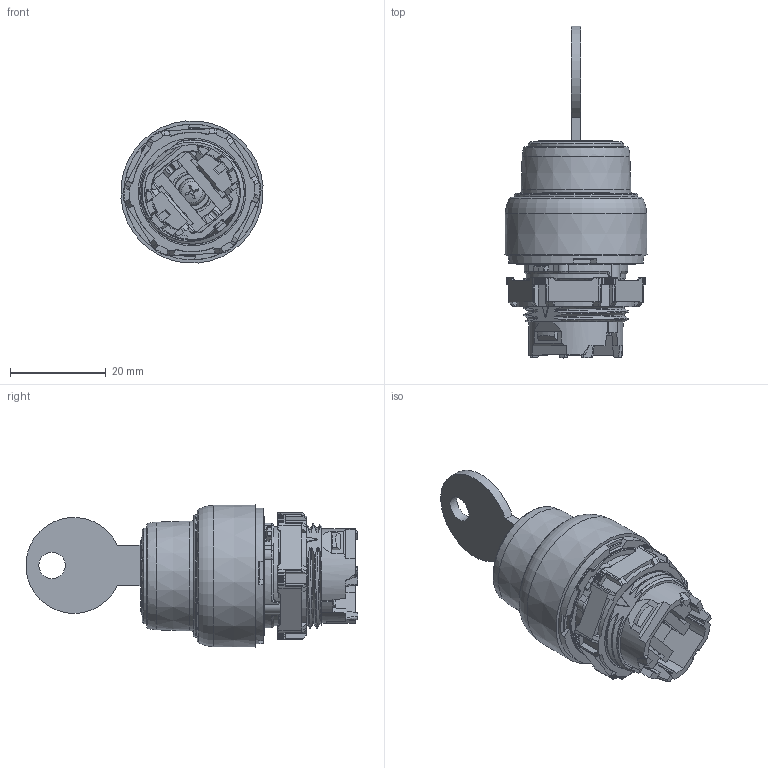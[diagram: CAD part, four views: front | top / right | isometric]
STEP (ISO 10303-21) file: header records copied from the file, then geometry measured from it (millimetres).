
FILE_DESCRIPTION(/* description */ (''),/* implementation_level */ '2;1');
FILE_NAME(/* name */ '3D_LPCS320.stp',/* time_stamp */ '2025-02-17T16:44:12+01:00',/* author */ (''),/* organization */ (''),/* preprocessor_version */ 'ST-DEVELOPER v16.7',/* originating_system */ 'SIEMENS PLM Software NX 12.0',/* authorisation */ '');
FILE_SCHEMA (('AP203_CONFIGURATION_CONTROLLED_3D_DESIGN_OF_MECHANICAL_PARTS_AND_ASSEMBLIES_MIM_LF { 1 0 10303 403 2 1 2}'));
Length unit declared in the file: millimetre
Products named in the file (1): Ferr711C8F50u23a
Bounding box: 29.59 x 69.16 x 29.59 mm (x, y, z)
Surface area: 9750.4 mm2 (no closed solid volume)
Topology: 0 solids, 20 shells, 862 faces, 2963 edges, 2074 vertices
Faces by surface type: plane 538, cylinder 159, cone 96, bspline 49, torus 19, sphere 1
Full cylindrical faces by diameter (mm): 5.5 x1, 16 x1, 20 x1, 20.7 x1, 22.4 x1, 28.3 x1
Entity records: 36557 total; most frequent: CARTESIAN_POINT 11442, DIRECTION 5066, ORIENTED_EDGE 5058, EDGE_CURVE 2926, VERTEX_POINT 2064, AXIS2_PLACEMENT_3D 1750, LINE 1566, VECTOR 1566
